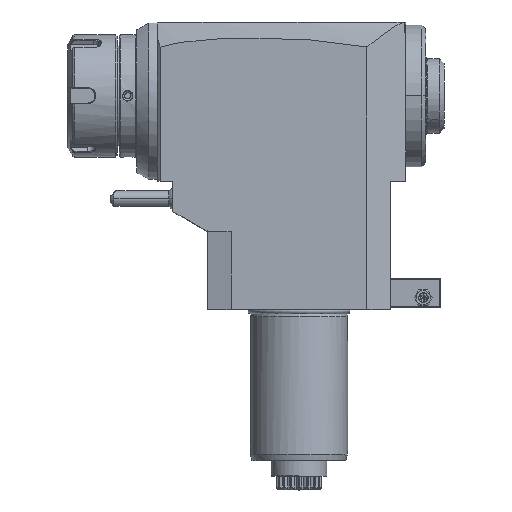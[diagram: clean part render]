
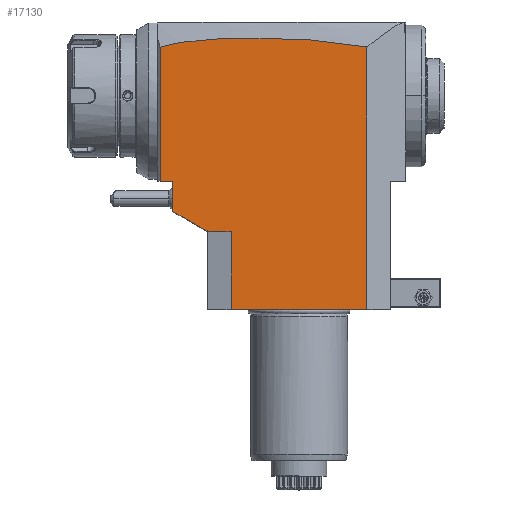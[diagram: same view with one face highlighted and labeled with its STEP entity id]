
A CAD part, top view. The second image highlights one B-rep face of the part: STEP entity #17130.
In plain terms, the highlighted planar face has unit normal (0, 0, 1).
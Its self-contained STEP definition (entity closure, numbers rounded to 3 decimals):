
#25=DIRECTION('',(-1.,0.,0.));
#26=VECTOR('',#25,70.);
#27=CARTESIAN_POINT('',(35.,0.,44.));
#28=LINE('',#27,#26);
#4469=DIRECTION('',(0.866,-0.5,0.));
#4470=VECTOR('',#4469,1.155);
#4471=CARTESIAN_POINT('',(-47.,40.577,44.));
#4472=LINE('',#4471,#4470);
#4473=DIRECTION('',(0.,1.,0.));
#4474=VECTOR('',#4473,0.577);
#4475=CARTESIAN_POINT('',(-47.,40.,44.));
#4476=LINE('',#4475,#4474);
#4477=DIRECTION('',(0.866,-0.5,0.));
#4478=VECTOR('',#4477,20.785);
#4479=CARTESIAN_POINT('',(-65.,50.392,44.));
#4480=LINE('',#4479,#4478);
#4481=DIRECTION('',(0.,-1.,0.));
#4482=VECTOR('',#4481,15.608);
#4483=CARTESIAN_POINT('',(-65.,66.,44.));
#4484=LINE('',#4483,#4482);
#4485=DIRECTION('',(0.,-1.,0.));
#4486=VECTOR('',#4485,69.054);
#4487=CARTESIAN_POINT('',(-71.5,135.054,44.));
#4488=LINE('',#4487,#4486);
#4489=CARTESIAN_POINT('',(35.,135.17,44.));
#4490=CARTESIAN_POINT('',(33.75,135.412,44.));
#4491=CARTESIAN_POINT('',(31.235,135.868,44.));
#4492=CARTESIAN_POINT('',(27.421,136.482,44.));
#4493=CARTESIAN_POINT('',(23.553,137.035,44.));
#4494=CARTESIAN_POINT('',(19.629,137.534,44.));
#4495=CARTESIAN_POINT('',(15.613,137.988,44.));
#4496=CARTESIAN_POINT('',(11.317,138.416,44.));
#4497=CARTESIAN_POINT('',(6.561,138.824,44.));
#4498=CARTESIAN_POINT('',(1.204,139.208,44.));
#4499=CARTESIAN_POINT('',(-4.428,139.525,44.));
#4500=CARTESIAN_POINT('',(-10.022,139.759,44.));
#4501=CARTESIAN_POINT('',(-15.567,139.912,44.));
#4502=CARTESIAN_POINT('',(-21.082,139.986,44.));
#4503=CARTESIAN_POINT('',(-26.523,139.98,44.));
#4504=CARTESIAN_POINT('',(-31.823,139.895,44.));
#4505=CARTESIAN_POINT('',(-36.781,139.737,44.));
#4506=CARTESIAN_POINT('',(-41.281,139.524,44.));
#4507=CARTESIAN_POINT('',(-45.236,139.276,44.));
#4508=CARTESIAN_POINT('',(-48.7,139.006,44.));
#4509=CARTESIAN_POINT('',(-51.76,138.721,44.));
#4510=CARTESIAN_POINT('',(-54.471,138.429,44.));
#4511=CARTESIAN_POINT('',(-56.889,138.13,44.));
#4512=CARTESIAN_POINT('',(-59.047,137.831,44.));
#4513=CARTESIAN_POINT('',(-60.956,137.535,44.));
#4514=CARTESIAN_POINT('',(-62.626,137.248,44.));
#4515=CARTESIAN_POINT('',(-64.103,136.971,44.));
#4516=CARTESIAN_POINT('',(-65.45,136.695,44.));
#4517=CARTESIAN_POINT('',(-66.726,136.412,44.));
#4518=CARTESIAN_POINT('',(-67.993,136.103,44.));
#4519=CARTESIAN_POINT('',(-69.229,135.772,44.));
#4520=CARTESIAN_POINT('',(-70.414,135.421,44.));
#4521=CARTESIAN_POINT('',(-71.146,135.178,44.));
#4522=CARTESIAN_POINT('',(-71.5,135.054,44.));
#4524=DIRECTION('',(0.,-1.,0.));
#4525=VECTOR('',#4524,135.17);
#4526=CARTESIAN_POINT('',(35.,135.17,44.));
#4527=LINE('',#4526,#4525);
#4568=DIRECTION('',(0.,-1.,0.));
#4569=VECTOR('',#4568,40.);
#4570=CARTESIAN_POINT('',(-35.,40.,44.));
#4571=LINE('',#4570,#4569);
#4584=DIRECTION('',(1.,0.,0.));
#4585=VECTOR('',#4584,11.);
#4586=CARTESIAN_POINT('',(-46.,40.,44.));
#4587=LINE('',#4586,#4585);
#4651=DIRECTION('',(1.,0.,0.));
#4652=VECTOR('',#4651,6.5);
#4653=CARTESIAN_POINT('',(-71.5,66.,44.));
#4654=LINE('',#4653,#4652);
#12444=CARTESIAN_POINT('',(-71.5,66.,44.));
#12445=VERTEX_POINT('',#12444);
#12446=VERTEX_POINT('',#4489);
#12447=VERTEX_POINT('',#4522);
#12466=CARTESIAN_POINT('',(-46.,40.,44.));
#12467=CARTESIAN_POINT('',(-35.,40.,44.));
#12468=VERTEX_POINT('',#12466);
#12469=VERTEX_POINT('',#12467);
#12804=CARTESIAN_POINT('',(35.,0.,44.));
#12805=CARTESIAN_POINT('',(-35.,0.,44.));
#12806=VERTEX_POINT('',#12804);
#12807=VERTEX_POINT('',#12805);
#12836=CARTESIAN_POINT('',(-65.,50.392,44.));
#12837=CARTESIAN_POINT('',(-47.,40.,44.));
#12838=VERTEX_POINT('',#12836);
#12839=VERTEX_POINT('',#12837);
#12986=CARTESIAN_POINT('',(-47.,40.577,44.));
#12988=VERTEX_POINT('',#12986);
#13060=CARTESIAN_POINT('',(-65.,66.,44.));
#13061=VERTEX_POINT('',#13060);
#17105=CARTESIAN_POINT('',(-53.475,40.,44.));
#17106=DIRECTION('',(0.,0.,1.));
#17107=DIRECTION('',(1.,0.,0.));
#17108=AXIS2_PLACEMENT_3D('',#17105,#17106,#17107);
#17109=PLANE('',#17108);
#17111=ORIENTED_EDGE('',*,*,#17110,.F.);
#17113=ORIENTED_EDGE('',*,*,#17112,.F.);
#17115=ORIENTED_EDGE('',*,*,#17114,.F.);
#17117=ORIENTED_EDGE('',*,*,#17116,.F.);
#17119=ORIENTED_EDGE('',*,*,#17118,.F.);
#17120=ORIENTED_EDGE('',*,*,#16796,.F.);
#17121=ORIENTED_EDGE('',*,*,#16843,.F.);
#17122=ORIENTED_EDGE('',*,*,#17098,.T.);
#17123=ORIENTED_EDGE('',*,*,#13089,.T.);
#17125=ORIENTED_EDGE('',*,*,#17124,.F.);
#17127=ORIENTED_EDGE('',*,*,#17126,.F.);
#17128=EDGE_LOOP('',(#17111,#17113,#17115,#17117,#17119,#17120,#17121,#17122,
#17123,#17125,#17127));
#17129=FACE_OUTER_BOUND('',#17128,.F.);
#4523=B_SPLINE_CURVE_WITH_KNOTS('',3,(#4489,#4490,#4491,#4492,#4493,#4494,#4495,
#4496,#4497,#4498,#4499,#4500,#4501,#4502,#4503,#4504,#4505,#4506,#4507,#4508,
#4509,#4510,#4511,#4512,#4513,#4514,#4515,#4516,#4517,#4518,#4519,#4520,#4521,
#4522),.UNSPECIFIED.,.F.,.F.,(4,1,1,1,1,1,1,1,1,1,1,1,1,1,1,1,1,1,1,1,1,1,1,1,1,
1,1,1,1,1,1,4),(0.,0.032,0.065,0.097,
0.129,0.161,0.194,0.226,
0.258,0.29,0.323,0.355,
0.387,0.419,0.452,0.484,
0.516,0.548,0.581,0.613,
0.645,0.677,0.71,0.742,
0.774,0.806,0.839,0.871,
0.903,0.935,0.968,1.),.UNSPECIFIED.);
#13089=EDGE_CURVE('',#12806,#12807,#28,.T.);
#16796=EDGE_CURVE('',#12447,#12445,#4488,.T.);
#16843=EDGE_CURVE('',#12446,#12447,#4523,.T.);
#17098=EDGE_CURVE('',#12446,#12806,#4527,.T.);
#17110=EDGE_CURVE('',#12988,#12468,#4472,.T.);
#17112=EDGE_CURVE('',#12839,#12988,#4476,.T.);
#17114=EDGE_CURVE('',#12838,#12839,#4480,.T.);
#17116=EDGE_CURVE('',#13061,#12838,#4484,.T.);
#17118=EDGE_CURVE('',#12445,#13061,#4654,.T.);
#17124=EDGE_CURVE('',#12469,#12807,#4571,.T.);
#17126=EDGE_CURVE('',#12468,#12469,#4587,.T.);
#17130=ADVANCED_FACE('',(#17129),#17109,.T.);
